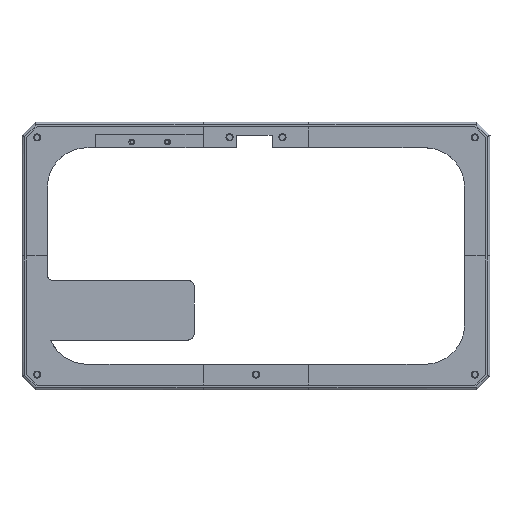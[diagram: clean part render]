
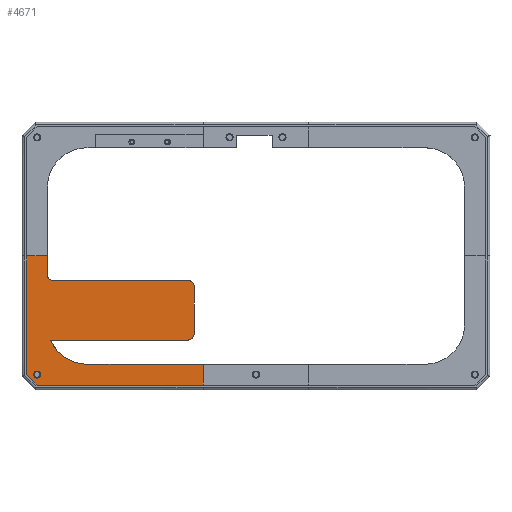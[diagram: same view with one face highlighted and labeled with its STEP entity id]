
A CAD part, top view. The second image highlights one B-rep face of the part: STEP entity #4671.
In plain terms, the highlighted planar face has unit normal (0, 0, 1).
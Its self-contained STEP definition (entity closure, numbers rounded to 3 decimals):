
#108=FACE_BOUND('',#763,.T.);
#215=PLANE('',#5106);
#466=FACE_OUTER_BOUND('',#762,.T.);
#762=EDGE_LOOP('',(#4014,#4015,#4016,#4017,#4018,#4019,#4020,#4021,#4022,
#4023,#4024,#4025,#4026,#4027,#4028));
#763=EDGE_LOOP('',(#4029));
#925=CIRCLE('',#4960,30.);
#929=CIRCLE('',#4966,3.5);
#938=CIRCLE('',#4981,5.);
#975=CIRCLE('',#5038,5.);
#1011=CIRCLE('',#5102,3.5);
#1012=CIRCLE('',#5107,2.65);
#1276=LINE('',#7267,#1727);
#1295=LINE('',#7311,#1746);
#1301=LINE('',#7342,#1752);
#1361=LINE('',#8363,#1812);
#1362=LINE('',#8365,#1813);
#1363=LINE('',#8367,#1814);
#1365=LINE('',#8370,#1816);
#1366=LINE('',#8372,#1817);
#1367=LINE('',#8374,#1818);
#1368=LINE('',#8375,#1819);
#1727=VECTOR('',#5839,10.);
#1746=VECTOR('',#5878,10.);
#1752=VECTOR('',#5896,10.);
#1812=VECTOR('',#6236,10.);
#1813=VECTOR('',#6239,10.);
#1814=VECTOR('',#6242,10.);
#1816=VECTOR('',#6246,10.);
#1817=VECTOR('',#6247,10.);
#1818=VECTOR('',#6248,10.);
#1819=VECTOR('',#6249,10.);
#2143=VERTEX_POINT('',#7264);
#2144=VERTEX_POINT('',#7266);
#2158=VERTEX_POINT('',#7308);
#2159=VERTEX_POINT('',#7310);
#2160=VERTEX_POINT('',#7316);
#2162=VERTEX_POINT('',#7319);
#2168=VERTEX_POINT('',#7347);
#2183=VERTEX_POINT('',#7648);
#2184=VERTEX_POINT('',#7650);
#2229=VERTEX_POINT('',#8167);
#2230=VERTEX_POINT('',#8169);
#2270=VERTEX_POINT('',#8356);
#2271=VERTEX_POINT('',#8358);
#2272=VERTEX_POINT('',#8371);
#2273=VERTEX_POINT('',#8373);
#2274=VERTEX_POINT('',#8376);
#2677=EDGE_CURVE('',#2143,#2144,#1276,.T.);
#2699=EDGE_CURVE('',#2158,#2159,#1295,.T.);
#2703=EDGE_CURVE('',#2162,#2160,#925,.F.);
#2709=EDGE_CURVE('',#2158,#2162,#1301,.T.);
#2713=EDGE_CURVE('',#2168,#2160,#929,.T.);
#2735=EDGE_CURVE('',#2183,#2184,#938,.T.);
#2804=EDGE_CURVE('',#2229,#2230,#975,.T.);
#2873=EDGE_CURVE('',#2270,#2271,#1011,.T.);
#2876=EDGE_CURVE('',#2270,#2144,#1361,.T.);
#2877=EDGE_CURVE('',#2168,#2184,#1362,.T.);
#2878=EDGE_CURVE('',#2230,#2183,#1363,.T.);
#2880=EDGE_CURVE('',#2271,#2229,#1365,.T.);
#2881=EDGE_CURVE('',#2272,#2143,#1366,.T.);
#2882=EDGE_CURVE('',#2273,#2272,#1367,.T.);
#2883=EDGE_CURVE('',#2159,#2273,#1368,.T.);
#2884=EDGE_CURVE('',#2274,#2274,#1012,.T.);
#4014=ORIENTED_EDGE('',*,*,#2804,.F.);
#4015=ORIENTED_EDGE('',*,*,#2880,.F.);
#4016=ORIENTED_EDGE('',*,*,#2873,.F.);
#4017=ORIENTED_EDGE('',*,*,#2876,.T.);
#4018=ORIENTED_EDGE('',*,*,#2677,.F.);
#4019=ORIENTED_EDGE('',*,*,#2881,.F.);
#4020=ORIENTED_EDGE('',*,*,#2882,.F.);
#4021=ORIENTED_EDGE('',*,*,#2883,.F.);
#4022=ORIENTED_EDGE('',*,*,#2699,.F.);
#4023=ORIENTED_EDGE('',*,*,#2709,.T.);
#4024=ORIENTED_EDGE('',*,*,#2703,.T.);
#4025=ORIENTED_EDGE('',*,*,#2713,.F.);
#4026=ORIENTED_EDGE('',*,*,#2877,.T.);
#4027=ORIENTED_EDGE('',*,*,#2735,.F.);
#4028=ORIENTED_EDGE('',*,*,#2878,.F.);
#4029=ORIENTED_EDGE('',*,*,#2884,.F.);
#4671=ADVANCED_FACE('',(#466,#108),#215,.T.);
#4960=AXIS2_PLACEMENT_3D('',#7320,#5886,#5887);
#4966=AXIS2_PLACEMENT_3D('',#7349,#5903,#5904);
#4981=AXIS2_PLACEMENT_3D('',#7651,#5941,#5942);
#5038=AXIS2_PLACEMENT_3D('',#8170,#6074,#6075);
#5102=AXIS2_PLACEMENT_3D('',#8359,#6230,#6231);
#5106=AXIS2_PLACEMENT_3D('',#8369,#6244,#6245);
#5107=AXIS2_PLACEMENT_3D('',#8377,#6250,#6251);
#5839=DIRECTION('',(1.,0.,0.));
#5878=DIRECTION('',(0.,-1.,0.));
#5886=DIRECTION('center_axis',(0.,0.,1.));
#5887=DIRECTION('ref_axis',(-0.707,-0.707,0.));
#5896=DIRECTION('',(-1.,0.,0.));
#5903=DIRECTION('center_axis',(0.,0.,1.));
#5904=DIRECTION('ref_axis',(-0.707,0.707,0.));
#5941=DIRECTION('center_axis',(0.,0.,-1.));
#5942=DIRECTION('ref_axis',(0.707,-0.707,0.));
#6074=DIRECTION('center_axis',(0.,0.,-1.));
#6075=DIRECTION('ref_axis',(0.707,0.707,0.));
#6230=DIRECTION('center_axis',(0.,0.,1.));
#6231=DIRECTION('ref_axis',(-0.707,-0.707,0.));
#6236=DIRECTION('',(0.,1.,0.));
#6239=DIRECTION('',(1.,0.,0.));
#6242=DIRECTION('',(0.,-1.,0.));
#6244=DIRECTION('center_axis',(0.,0.,1.));
#6245=DIRECTION('ref_axis',(1.,0.,0.));
#6246=DIRECTION('',(1.,0.,0.));
#6247=DIRECTION('',(0.,1.,0.));
#6248=DIRECTION('',(-0.707,0.707,0.));
#6249=DIRECTION('',(-1.,0.,0.));
#6250=DIRECTION('center_axis',(0.,0.,1.));
#6251=DIRECTION('ref_axis',(-1.,0.,0.));
#7264=CARTESIAN_POINT('',(-796.497,101.592,0.));
#7266=CARTESIAN_POINT('',(-780.634,101.592,0.));
#7267=CARTESIAN_POINT('',(-742.621,101.592,0.));
#7308=CARTESIAN_POINT('',(-662.359,19.361,0.));
#7310=CARTESIAN_POINT('',(-662.359,3.498,0.));
#7311=CARTESIAN_POINT('',(-662.357,60.48,0.));
#7316=CARTESIAN_POINT('',(-778.215,37.557,0.));
#7319=CARTESIAN_POINT('',(-750.636,19.362,0.));
#7320=CARTESIAN_POINT('Origin',(-750.635,49.362,0.));
#7342=CARTESIAN_POINT('',(-701.417,19.362,0.));
#7347=CARTESIAN_POINT('',(-777.136,37.727,0.));
#7349=CARTESIAN_POINT('Origin',(-777.136,34.227,0.));
#7648=CARTESIAN_POINT('',(-669.174,42.723,0.));
#7650=CARTESIAN_POINT('',(-674.174,37.724,0.));
#7651=CARTESIAN_POINT('Origin',(-674.174,42.724,0.));
#8167=CARTESIAN_POINT('',(-674.172,83.224,0.));
#8169=CARTESIAN_POINT('',(-669.173,78.223,0.));
#8170=CARTESIAN_POINT('Origin',(-674.173,78.224,0.));
#8356=CARTESIAN_POINT('',(-780.634,86.727,0.));
#8358=CARTESIAN_POINT('',(-777.134,83.227,0.));
#8359=CARTESIAN_POINT('Origin',(-777.134,86.727,0.));
#8363=CARTESIAN_POINT('',(-780.631,183.837,0.));
#8365=CARTESIAN_POINT('',(-780.636,37.727,0.));
#8367=CARTESIAN_POINT('',(-669.174,37.723,0.));
#8369=CARTESIAN_POINT('Origin',(-622.197,101.598,0.));
#8370=CARTESIAN_POINT('',(-780.634,83.227,0.));
#8371=CARTESIAN_POINT('',(-796.5,11.45,0.));
#8372=CARTESIAN_POINT('',(-796.498,56.527,0.));
#8373=CARTESIAN_POINT('',(-788.55,3.5,0.));
#8374=CARTESIAN_POINT('',(-771.488,-13.563,0.));
#8375=CARTESIAN_POINT('',(-539.024,3.497,0.));
#8376=CARTESIAN_POINT('',(-785.9,11.45,0.));
#8377=CARTESIAN_POINT('Origin',(-788.55,11.45,0.));
